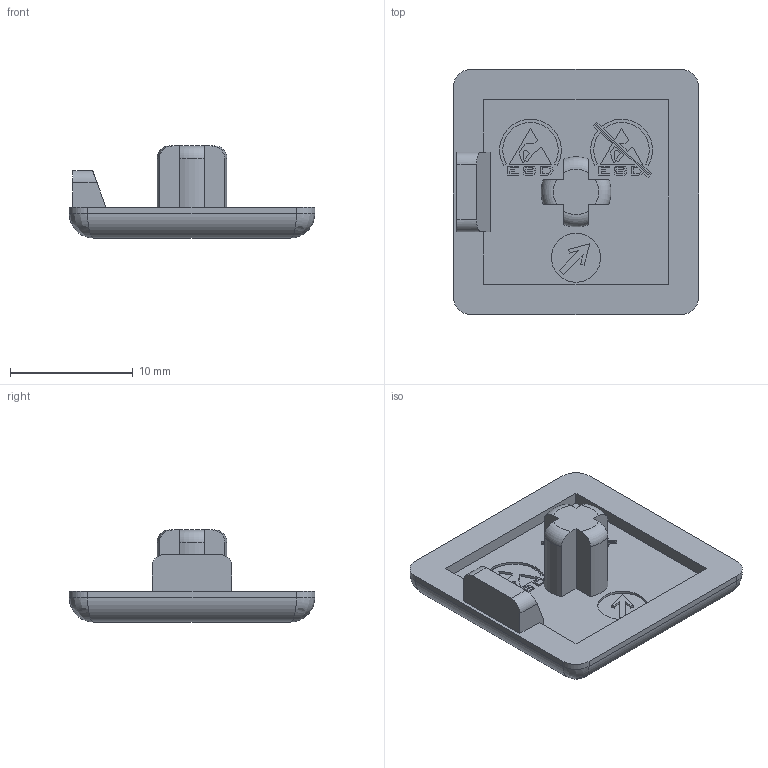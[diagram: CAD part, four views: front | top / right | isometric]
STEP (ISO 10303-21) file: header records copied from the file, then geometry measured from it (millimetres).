
FILE_DESCRIPTION(/* description */ ('KriTec Abdeckkappe 6 20x20, grau RAL 7004'),/* implementation_level */ '2;1');
FILE_NAME(/* name */ '82022_KriTec_Abdeckkappe_6_20x20_grau_RAL_7004.stp',/* time_stamp */ '2019-10-15T11:12:48+02:00',/* author */ ('Nell'),/* organization */ (''),/* preprocessor_version */ 'ST-DEVELOPER v17',/* originating_system */ 'Autodesk Inventor 2018',/* authorisation */ '');
FILE_SCHEMA (('AUTOMOTIVE_DESIGN { 1 0 10303 214 3 1 1 }'));
Length unit declared in the file: millimetre
Products named in the file (1): 82022 
Bounding box: 20 x 20 x 7.5 mm (x, y, z)
Volume: 853.3 mm3; surface area: 1179.3 mm2
Topology: 1 solids, 1 shells, 269 faces, 747 edges, 492 vertices
Faces by surface type: plane 236, cylinder 21, bspline 8, torus 4
Full cylindrical faces by diameter (mm): 4 x1
Entity records: 9131 total; most frequent: CARTESIAN_POINT 2237, ORIENTED_EDGE 1486, DIRECTION 1291, EDGE_CURVE 743, LINE 679, VECTOR 679, VERTEX_POINT 492, AXIS2_PLACEMENT_3D 306
